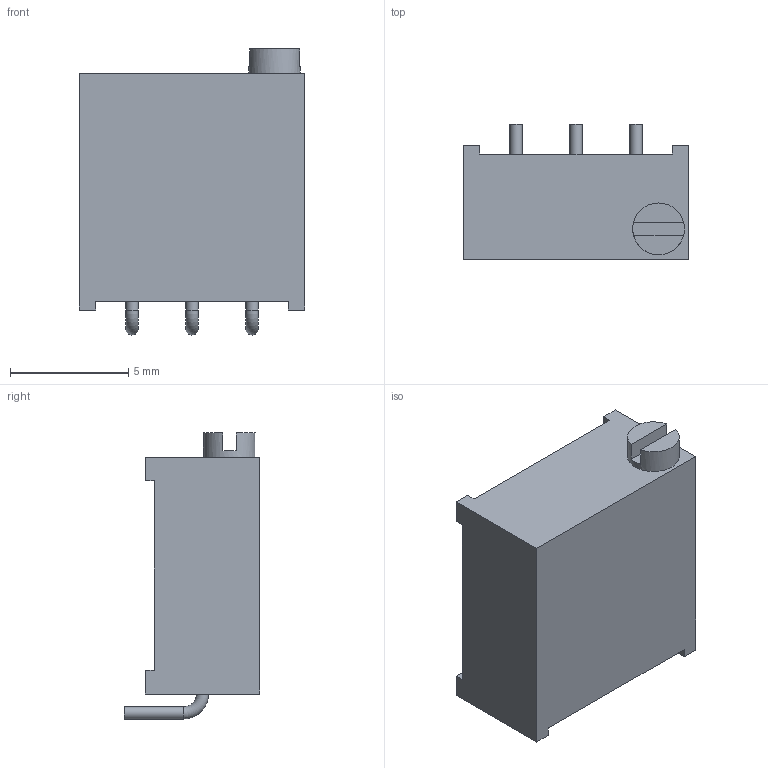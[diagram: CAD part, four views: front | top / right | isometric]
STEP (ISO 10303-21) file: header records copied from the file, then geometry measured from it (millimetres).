
FILE_DESCRIPTION(('FreeCAD Model'),'2;1');
FILE_NAME('Open CASCADE Shape Model','2025-11-02T03:33:14',('Author'),( ''),'Open CASCADE STEP processor 7.7','FreeCAD','Unknown');
FILE_SCHEMA(('AUTOMOTIVE_DESIGN { 1 0 10303 214 1 1 1 1 }'));
Length unit declared in the file: millimetre
Products named in the file (6): Potentiometer_Bourns_3296W_Horizontal; Shell001; Body; Body001; Body002; Shell
Assembly tree (5 placements, depth 2):
  Potentiometer_Bourns_3296W_Horizontal
    Shell001
    Body
    Body001
    Body002
    Shell
Bounding box: 9.53 x 5.72 x 12.11 mm (x, y, z)
Volume: 2.6 mm3; surface area: 398 mm2
Topology: 3 solids, 5 shells, 41 faces, 94 edges, 62 vertices
Faces by surface type: plane 31, cylinder 7, torus 3
Full cylindrical faces by diameter (mm): 0.52 x6, 2.19 x1
Entity records: 1309 total; most frequent: DIRECTION 213, CARTESIAN_POINT 203, ORIENTED_EDGE 183, EDGE_CURVE 94, AXIS2_PLACEMENT_3D 72, LINE 69, VECTOR 69, VERTEX_POINT 62
